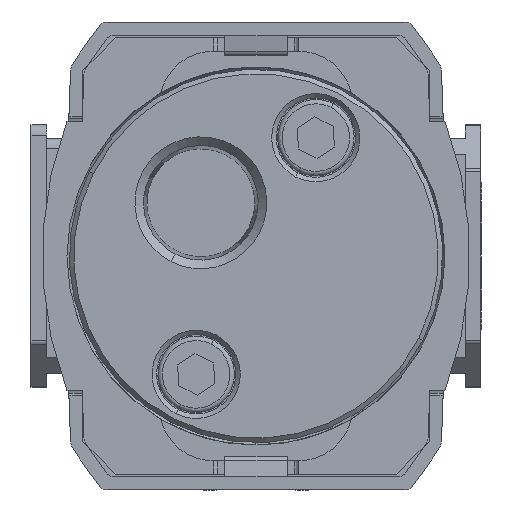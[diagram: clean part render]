
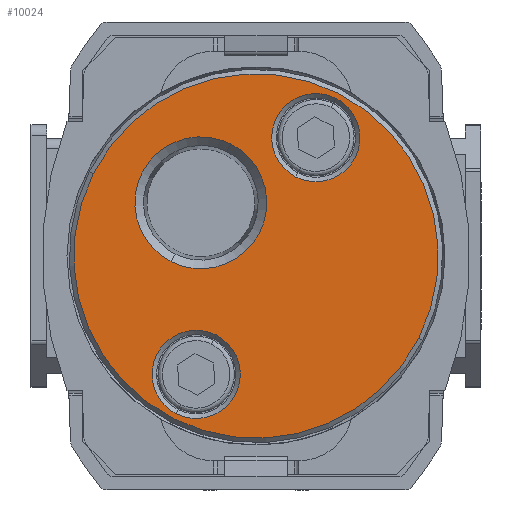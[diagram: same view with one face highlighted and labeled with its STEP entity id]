
A CAD part, front view. The second image highlights one B-rep face of the part: STEP entity #10024.
In plain terms, the highlighted planar face has unit normal (0, -1, 0).
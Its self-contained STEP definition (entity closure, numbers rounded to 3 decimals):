
#152 = CARTESIAN_POINT ( 'NONE',  ( 6.65, -9.5, 13.15 ) ) ;
#339 = CIRCLE ( 'NONE', #24573, 7.33 ) ;
#527 = ORIENTED_EDGE ( 'NONE', *, *, #5425, .F. ) ;
#804 = DIRECTION ( 'NONE',  ( -0.451, 0., -0.892 ) ) ;
#825 = AXIS2_PLACEMENT_3D ( 'NONE', #20671, #22501, #985 ) ;
#985 = DIRECTION ( 'NONE',  ( -0.451, 0., -0.892 ) ) ;
#1864 = VERTEX_POINT ( 'NONE', #3122 ) ;
#1940 = AXIS2_PLACEMENT_3D ( 'NONE', #20743, #22569, #3584 ) ;
#2830 = AXIS2_PLACEMENT_3D ( 'NONE', #152, #23790, #8742 ) ;
#2948 = ORIENTED_EDGE ( 'NONE', *, *, #23317, .F. ) ;
#3122 = CARTESIAN_POINT ( 'NONE',  ( -2.821, -9.5, 12.452 ) ) ;
#3310 = EDGE_CURVE ( 'NONE', #23623, #21294, #23290, .T. ) ;
#3370 = CARTESIAN_POINT ( 'NONE',  ( -4.439, -9.5, -8.777 ) ) ;
#3584 = DIRECTION ( 'NONE',  ( -0.451, 0., -0.892 ) ) ;
#3895 = AXIS2_PLACEMENT_3D ( 'NONE', #8337, #19015, #10994 ) ;
#4098 = DIRECTION ( 'NONE',  ( 0., 1., 0. ) ) ;
#4145 = CARTESIAN_POINT ( 'NONE',  ( 18.071, -9.5, -9.138 ) ) ;
#4701 = DIRECTION ( 'NONE',  ( 0.451, 0., 0.892 ) ) ;
#4713 = VERTEX_POINT ( 'NONE', #16207 ) ;
#4761 = CARTESIAN_POINT ( 'NONE',  ( 18.071, -9.5, -9.138 ) ) ;
#5026 = EDGE_CURVE ( 'NONE', #18794, #23833, #20785, .T. ) ;
#5264 = CIRCLE ( 'NONE', #19205, 4.9 ) ;
#5425 = EDGE_CURVE ( 'NONE', #1864, #6156, #27538, .T. ) ;
#6156 = VERTEX_POINT ( 'NONE', #13921 ) ;
#6706 = CARTESIAN_POINT ( 'NONE',  ( -6.65, -9.5, -13.15 ) ) ;
#6947 = CIRCLE ( 'NONE', #9636, 4.9 ) ;
#8337 = CARTESIAN_POINT ( 'NONE',  ( 0., -9.5, 0. ) ) ;
#8726 = EDGE_LOOP ( 'NONE', ( #2948, #25843 ) ) ;
#8742 = DIRECTION ( 'NONE',  ( -0.451, 0., -0.892 ) ) ;
#8864 = ORIENTED_EDGE ( 'NONE', *, *, #5026, .F. ) ;
#9272 = CARTESIAN_POINT ( 'NONE',  ( 8.861, -9.5, 17.523 ) ) ;
#9636 = AXIS2_PLACEMENT_3D ( 'NONE', #6706, #17233, #13021 ) ;
#10024 = ADVANCED_FACE ( 'NONE', ( #10770, #19337, #12721, #19770 ), #15125, .F. ) ;
#10770 = FACE_OUTER_BOUND ( 'NONE', #8726, .T. ) ;
#10994 = DIRECTION ( 'NONE',  ( -0.892, 0., 0.451 ) ) ;
#11341 = DIRECTION ( 'NONE',  ( -0.451, 0., -0.892 ) ) ;
#12677 = DIRECTION ( 'NONE',  ( -0.892, 0., 0.451 ) ) ;
#12721 = FACE_BOUND ( 'NONE', #20971, .T. ) ;
#12923 = EDGE_LOOP ( 'NONE', ( #26934, #22457 ) ) ;
#13021 = DIRECTION ( 'NONE',  ( -0.451, 0., -0.892 ) ) ;
#13301 = EDGE_CURVE ( 'NONE', #21294, #23623, #6947, .T. ) ;
#13921 = CARTESIAN_POINT ( 'NONE',  ( -9.436, -9.5, -0.629 ) ) ;
#15125 = PLANE ( 'NONE',  #17920 ) ;
#16022 = CIRCLE ( 'NONE', #3895, 20.25 ) ;
#16207 = CARTESIAN_POINT ( 'NONE',  ( -18.071, -9.5, 9.138 ) ) ;
#16539 = CARTESIAN_POINT ( 'NONE',  ( 4.439, -9.5, 8.777 ) ) ;
#17091 = DIRECTION ( 'NONE',  ( 0., 1., 0. ) ) ;
#17233 = DIRECTION ( 'NONE',  ( 0., -1., 0. ) ) ;
#17268 = CIRCLE ( 'NONE', #20859, 20.25 ) ;
#17542 = CARTESIAN_POINT ( 'NONE',  ( 6.65, -9.5, 13.15 ) ) ;
#17825 = DIRECTION ( 'NONE',  ( 0., -1., 0. ) ) ;
#17920 = AXIS2_PLACEMENT_3D ( 'NONE', #4145, #17091, #4701 ) ;
#18306 = EDGE_LOOP ( 'NONE', ( #24864, #527 ) ) ;
#18794 = VERTEX_POINT ( 'NONE', #16539 ) ;
#19015 = DIRECTION ( 'NONE',  ( 0., 1., 0. ) ) ;
#19038 = CARTESIAN_POINT ( 'NONE',  ( -8.861, -9.5, -17.523 ) ) ;
#19205 = AXIS2_PLACEMENT_3D ( 'NONE', #17542, #26111, #11341 ) ;
#19270 = ORIENTED_EDGE ( 'NONE', *, *, #19808, .F. ) ;
#19337 = FACE_BOUND ( 'NONE', #12923, .T. ) ;
#19770 = FACE_BOUND ( 'NONE', #18306, .T. ) ;
#19808 = EDGE_CURVE ( 'NONE', #23833, #18794, #5264, .T. ) ;
#19809 = EDGE_CURVE ( 'NONE', #6156, #1864, #339, .T. ) ;
#19929 = CARTESIAN_POINT ( 'NONE',  ( -6.129, -9.5, 5.911 ) ) ;
#20671 = CARTESIAN_POINT ( 'NONE',  ( -6.65, -9.5, -13.15 ) ) ;
#20743 = CARTESIAN_POINT ( 'NONE',  ( -6.129, -9.5, 5.911 ) ) ;
#20785 = CIRCLE ( 'NONE', #2830, 4.9 ) ;
#20859 = AXIS2_PLACEMENT_3D ( 'NONE', #21539, #4098, #12677 ) ;
#20971 = EDGE_LOOP ( 'NONE', ( #8864, #19270 ) ) ;
#21294 = VERTEX_POINT ( 'NONE', #19038 ) ;
#21539 = CARTESIAN_POINT ( 'NONE',  ( 0., -9.5, 0. ) ) ;
#22457 = ORIENTED_EDGE ( 'NONE', *, *, #3310, .F. ) ;
#22501 = DIRECTION ( 'NONE',  ( 0., -1., 0. ) ) ;
#22569 = DIRECTION ( 'NONE',  ( 0., -1., 0. ) ) ;
#23290 = CIRCLE ( 'NONE', #825, 4.9 ) ;
#23317 = EDGE_CURVE ( 'NONE', #4713, #23936, #17268, .T. ) ;
#23623 = VERTEX_POINT ( 'NONE', #3370 ) ;
#23790 = DIRECTION ( 'NONE',  ( 0., -1., 0. ) ) ;
#23833 = VERTEX_POINT ( 'NONE', #9272 ) ;
#23936 = VERTEX_POINT ( 'NONE', #4761 ) ;
#24573 = AXIS2_PLACEMENT_3D ( 'NONE', #19929, #17825, #804 ) ;
#24632 = EDGE_CURVE ( 'NONE', #23936, #4713, #16022, .T. ) ;
#24864 = ORIENTED_EDGE ( 'NONE', *, *, #19809, .F. ) ;
#25843 = ORIENTED_EDGE ( 'NONE', *, *, #24632, .F. ) ;
#26111 = DIRECTION ( 'NONE',  ( 0., -1., 0. ) ) ;
#26934 = ORIENTED_EDGE ( 'NONE', *, *, #13301, .F. ) ;
#27538 = CIRCLE ( 'NONE', #1940, 7.33 ) ;
